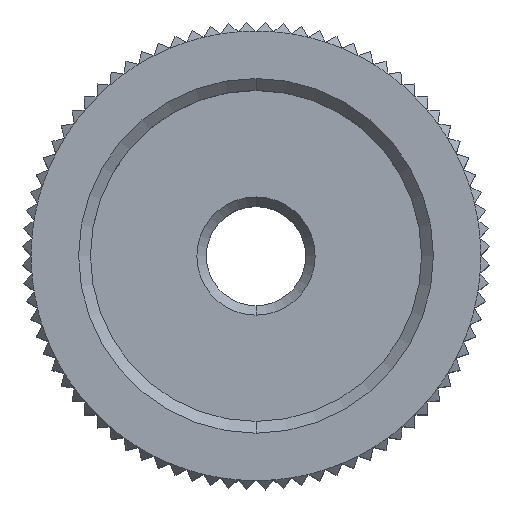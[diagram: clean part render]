
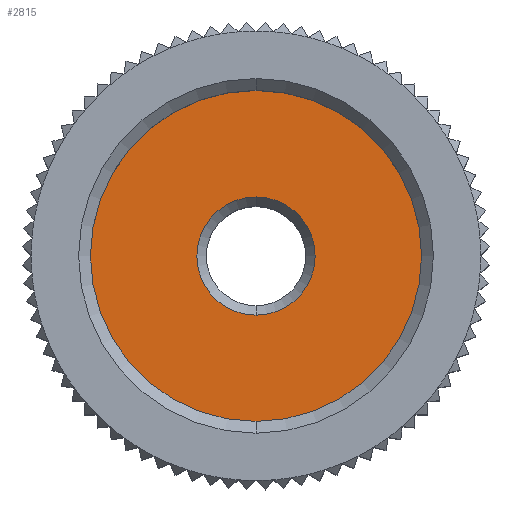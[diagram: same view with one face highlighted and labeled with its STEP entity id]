
A CAD part, top view. The second image highlights one B-rep face of the part: STEP entity #2815.
In plain terms, the highlighted planar face has unit normal (0, 0, 1).
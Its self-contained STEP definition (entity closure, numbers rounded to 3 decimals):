
#1453=VERTEX_POINT('',#4200);
#2067=EDGE_CURVE('',#1453,#2373,#4900,.T.);
#2373=VERTEX_POINT('',#5253);
#2543=VERTEX_POINT('',#5444);
#2727=EDGE_CURVE('',#3319,#2543,#5653,.T.);
#2815=ADVANCED_FACE('',(#5751,#5752),#5753,.T.);
#2893=EDGE_CURVE('',#2373,#1453,#5840,.T.);
#3319=VERTEX_POINT('',#6318);
#3681=EDGE_CURVE('',#2543,#3319,#6716,.T.);
#4200=CARTESIAN_POINT('',(0.,2.5,7.));
#4900=CIRCLE('',#8942,2.5);
#5253=CARTESIAN_POINT('',(0.,-2.5,7.));
#5444=CARTESIAN_POINT('',(0.,7.,7.));
#5653=CIRCLE('',#10460,7.);
#5751=FACE_BOUND('',#10677,.T.);
#5752=FACE_OUTER_BOUND('',#10678,.T.);
#5753=PLANE('',#10679);
#5840=CIRCLE('',#10852,2.5);
#6318=CARTESIAN_POINT('',(0.,-7.0,7.));
#6716=CIRCLE('',#12870,7.);
#8942=AXIS2_PLACEMENT_3D('',#14883,#14884,#14885);
#10460=AXIS2_PLACEMENT_3D('',#15817,#15818,#15819);
#10677=EDGE_LOOP('',(#15912,#15913));
#10678=EDGE_LOOP('',(#15914,#15915));
#10679=AXIS2_PLACEMENT_3D('',#15916,#15917,#15918);
#10852=AXIS2_PLACEMENT_3D('',#16002,#16003,#16004);
#12870=AXIS2_PLACEMENT_3D('',#16885,#16886,#16887);
#14883=CARTESIAN_POINT('',(0.,0.,7.));
#14884=DIRECTION('',(0.,0.,1.0));
#14885=DIRECTION('',(0.,-1.0,0.));
#15817=CARTESIAN_POINT('',(0.,0.,7.));
#15818=DIRECTION('',(0.,0.,1.0));
#15819=DIRECTION('',(0.,-1.0,0.));
#15912=ORIENTED_EDGE('',*,*,#2893,.F.);
#15913=ORIENTED_EDGE('',*,*,#2067,.F.);
#15914=ORIENTED_EDGE('',*,*,#2727,.T.);
#15915=ORIENTED_EDGE('',*,*,#3681,.T.);
#15916=CARTESIAN_POINT('',(0.,-4.75,7.));
#15917=DIRECTION('',(0.,0.,1.0));
#15918=DIRECTION('',(0.,-1.0,0.0));
#16002=CARTESIAN_POINT('',(0.,0.,7.));
#16003=DIRECTION('',(0.,0.,1.0));
#16004=DIRECTION('',(0.,-1.0,0.));
#16885=CARTESIAN_POINT('',(0.,0.,7.));
#16886=DIRECTION('',(0.,0.,1.0));
#16887=DIRECTION('',(0.,-1.0,0.));
